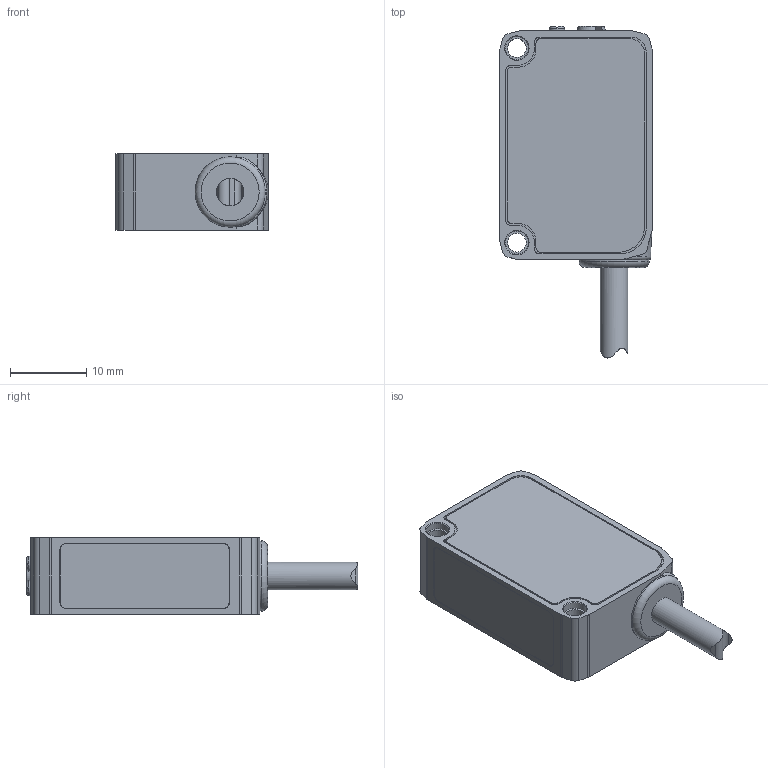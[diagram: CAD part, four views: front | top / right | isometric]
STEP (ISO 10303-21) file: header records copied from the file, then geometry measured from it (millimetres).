
FILE_DESCRIPTION(('FreeCAD Model'),'2;1');
FILE_NAME('H30-BGS-0300X-M12-4QD.step','2020-04-09T09:42:48',('Author' ),(''),'Open CASCADE STEP processor 7.3','FreeCAD','Unknown');
FILE_SCHEMA(('AUTOMOTIVE_DESIGN { 1 0 10303 214 1 1 1 1 }'));
Length unit declared in the file: millimetre
Products named in the file (1): H30-BGS-0300X-M12-4QD
Bounding box: 20 x 43.5 x 10 mm (x, y, z)
Volume: 5993.2 mm3; surface area: 2580.6 mm2
Topology: 1 solids, 1 shells, 170 faces, 440 edges, 287 vertices
Faces by surface type: plane 93, cylinder 64, cone 9, torus 4
Full cylindrical faces by diameter (mm): 2 x2, 2.459 x2, 3 x4, 3.6 x1, 3.7 x1, 9.2 x1
Entity records: 12424 total; most frequent: CARTESIAN_POINT 3503, DIRECTION 1700, LINE 906, VECTOR 906, ORIENTED_EDGE 880, PCURVE 880, DEFINITIONAL_REPRESENTATION 880, EDGE_CURVE 440
